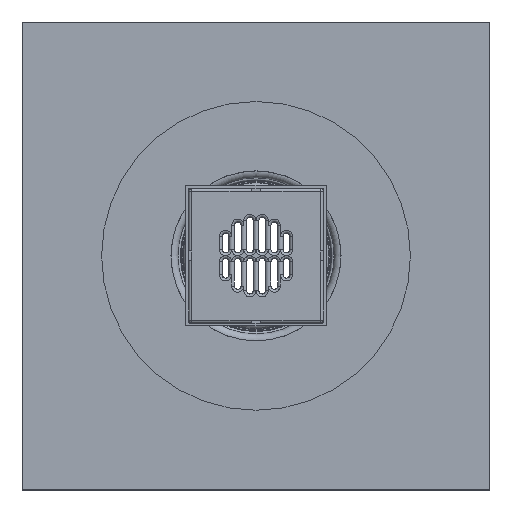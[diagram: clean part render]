
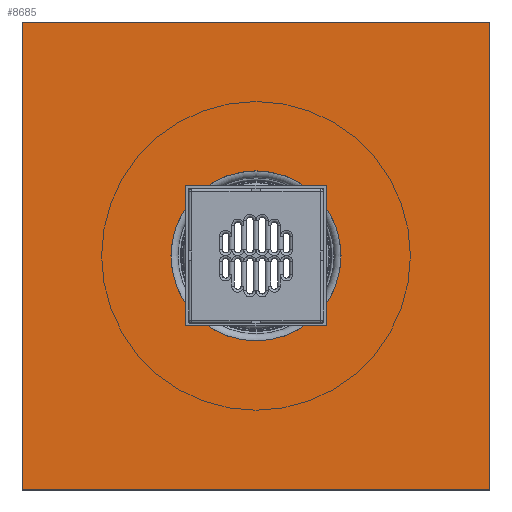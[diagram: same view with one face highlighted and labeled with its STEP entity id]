
A CAD part, top view. The second image highlights one B-rep face of the part: STEP entity #8685.
In plain terms, the highlighted planar face has unit normal (0, 0, 1).
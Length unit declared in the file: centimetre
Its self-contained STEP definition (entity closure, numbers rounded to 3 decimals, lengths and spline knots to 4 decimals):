
#586=FACE_BOUND('',#2398,.T.);
#998=CIRCLE('',#10931,90.8789);
#1713=FACE_OUTER_BOUND('',#2397,.T.);
#2397=EDGE_LOOP('',(#6531,#6532,#6533,#6534));
#2398=EDGE_LOOP('',(#6535));
#3214=VERTEX_POINT('',#17068);
#3215=VERTEX_POINT('',#17070);
#3217=VERTEX_POINT('',#17076);
#3220=VERTEX_POINT('',#17081);
#3222=VERTEX_POINT('',#17094);
#4358=EDGE_CURVE('',#3214,#3215,#9281,.T.);
#4364=EDGE_CURVE('',#3220,#3217,#9287,.T.);
#4365=EDGE_CURVE('',#3215,#3220,#9288,.T.);
#4368=EDGE_CURVE('',#3214,#3217,#9291,.T.);
#4370=EDGE_CURVE('',#3222,#3222,#998,.T.);
#6531=ORIENTED_EDGE('',*,*,#4368,.T.);
#6532=ORIENTED_EDGE('',*,*,#4364,.F.);
#6533=ORIENTED_EDGE('',*,*,#4365,.F.);
#6534=ORIENTED_EDGE('',*,*,#4358,.F.);
#6535=ORIENTED_EDGE('',*,*,#4370,.T.);
#8267=PLANE('',#10930);
#8685=ADVANCED_FACE('',(#1713,#586),#8267,.F.);
#9281=LINE('',#17071,#9871);
#9287=LINE('',#17083,#9877);
#9288=LINE('',#17085,#9878);
#9291=LINE('',#17089,#9881);
#9871=VECTOR('',#13268,1.);
#9877=VECTOR('',#13276,1.);
#9878=VECTOR('',#13279,1.);
#9881=VECTOR('',#13284,1.);
#10930=AXIS2_PLACEMENT_3D('',#17093,#13289,#13290);
#10931=AXIS2_PLACEMENT_3D('',#17095,#13291,#13292);
#13268=DIRECTION('',(1.,0.,0.));
#13276=DIRECTION('',(-1.,0.,0.));
#13279=DIRECTION('',(0.,-1.,0.));
#13284=DIRECTION('',(0.,-1.,0.));
#13289=DIRECTION('center_axis',(0.,0.,-1.));
#13290=DIRECTION('ref_axis',(0.,-1.,0.));
#13291=DIRECTION('center_axis',(0.,0.,-1.));
#13292=DIRECTION('ref_axis',(1.,0.,0.));
#17068=CARTESIAN_POINT('',(-250.,250.,379.2291));
#17070=CARTESIAN_POINT('',(250.,250.,379.2291));
#17071=CARTESIAN_POINT('',(0.,250.,379.2291));
#17076=CARTESIAN_POINT('',(-250.,-250.,379.2291));
#17081=CARTESIAN_POINT('',(250.,-250.,379.2291));
#17083=CARTESIAN_POINT('',(0.,-250.,379.2291));
#17085=CARTESIAN_POINT('',(250.,0.,379.2291));
#17089=CARTESIAN_POINT('',(-250.,0.,379.2291));
#17093=CARTESIAN_POINT('Origin',(0.,0.,
379.2291));
#17094=CARTESIAN_POINT('',(0.,-90.8789,379.2291));
#17095=CARTESIAN_POINT('Origin',(0.,0.,
379.2291));
